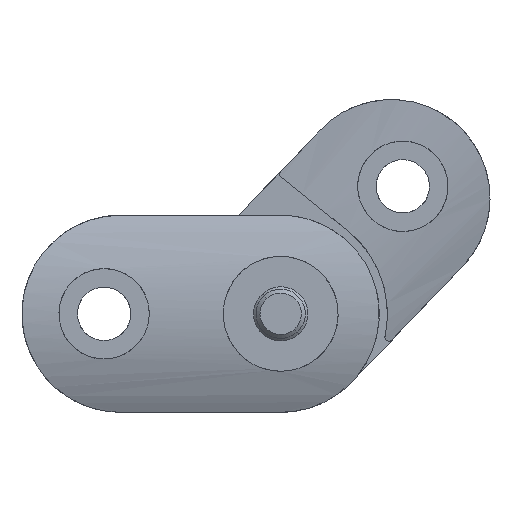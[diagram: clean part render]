
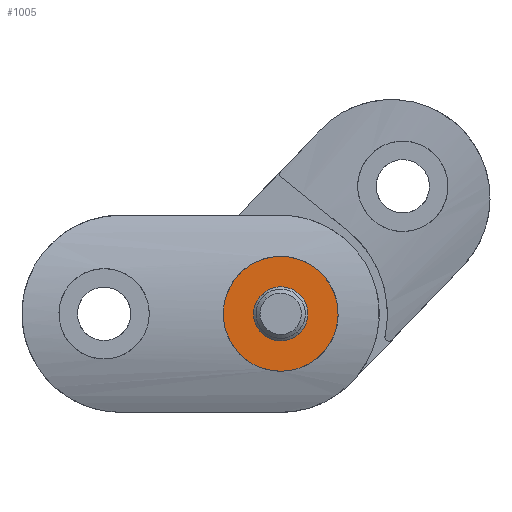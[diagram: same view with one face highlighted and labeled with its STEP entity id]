
A CAD part, front view. The second image highlights one B-rep face of the part: STEP entity #1005.
In plain terms, the highlighted planar face has unit normal (0, -1, 0).
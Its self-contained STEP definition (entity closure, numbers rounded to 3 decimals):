
#18 = EDGE_CURVE ( 'NONE', #194, #1272, #131, .T. ) ;
#131 = CIRCLE ( 'NONE', #2631, 3.3 ) ;
#194 = VERTEX_POINT ( 'NONE', #4250 ) ;
#232 = VERTEX_POINT ( 'NONE', #3922 ) ;
#267 = CIRCLE ( 'NONE', #1772, 3.3 ) ;
#443 = DIRECTION ( 'NONE',  ( 0., -1., 0. ) ) ;
#764 = DIRECTION ( 'NONE',  ( 0., 0., 1. ) ) ;
#788 = VERTEX_POINT ( 'NONE', #3859 ) ;
#816 = ORIENTED_EDGE ( 'NONE', *, *, #3613, .F. ) ;
#1005 = ADVANCED_FACE ( 'NONE', ( #2423, #4034 ), #3745, .F. ) ;
#1127 = CARTESIAN_POINT ( 'NONE',  ( 0., -25., 0. ) ) ;
#1272 = VERTEX_POINT ( 'NONE', #1376 ) ;
#1376 = CARTESIAN_POINT ( 'NONE',  ( 0., -25., 3.3 ) ) ;
#1459 = CARTESIAN_POINT ( 'NONE',  ( 0., -25., 0. ) ) ;
#1763 = DIRECTION ( 'NONE',  ( 0., 0., 1. ) ) ;
#1772 = AXIS2_PLACEMENT_3D ( 'NONE', #4029, #2703, #2029 ) ;
#1794 = CARTESIAN_POINT ( 'NONE',  ( 0., -25., 0. ) ) ;
#1910 = EDGE_CURVE ( 'NONE', #788, #232, #2200, .T. ) ;
#2029 = DIRECTION ( 'NONE',  ( 0., 0., 1. ) ) ;
#2068 = AXIS2_PLACEMENT_3D ( 'NONE', #1459, #3420, #764 ) ;
#2085 = DIRECTION ( 'NONE',  ( 0., 1., 0. ) ) ;
#2188 = ORIENTED_EDGE ( 'NONE', *, *, #1910, .F. ) ;
#2200 = CIRCLE ( 'NONE', #2757, 7. ) ;
#2423 = FACE_OUTER_BOUND ( 'NONE', #3962, .T. ) ;
#2631 = AXIS2_PLACEMENT_3D ( 'NONE', #1127, #443, #1763 ) ;
#2682 = AXIS2_PLACEMENT_3D ( 'NONE', #1794, #4102, #3125 ) ;
#2703 = DIRECTION ( 'NONE',  ( 0., -1., 0. ) ) ;
#2757 = AXIS2_PLACEMENT_3D ( 'NONE', #3066, #2085, #3715 ) ;
#2912 = ORIENTED_EDGE ( 'NONE', *, *, #18, .F. ) ;
#3024 = EDGE_CURVE ( 'NONE', #1272, #194, #267, .T. ) ;
#3066 = CARTESIAN_POINT ( 'NONE',  ( 0., -25., 0. ) ) ;
#3125 = DIRECTION ( 'NONE',  ( 0., 0., 1. ) ) ;
#3420 = DIRECTION ( 'NONE',  ( 0., 1., 0. ) ) ;
#3613 = EDGE_CURVE ( 'NONE', #232, #788, #3657, .T. ) ;
#3657 = CIRCLE ( 'NONE', #2682, 7. ) ;
#3715 = DIRECTION ( 'NONE',  ( 0., 0., 1. ) ) ;
#3745 = PLANE ( 'NONE',  #2068 ) ;
#3859 = CARTESIAN_POINT ( 'NONE',  ( 0., -25., 7. ) ) ;
#3918 = EDGE_LOOP ( 'NONE', ( #4278, #2912 ) ) ;
#3922 = CARTESIAN_POINT ( 'NONE',  ( 0., -25., -7. ) ) ;
#3962 = EDGE_LOOP ( 'NONE', ( #2188, #816 ) ) ;
#4029 = CARTESIAN_POINT ( 'NONE',  ( 0., -25., 0. ) ) ;
#4034 = FACE_BOUND ( 'NONE', #3918, .T. ) ;
#4102 = DIRECTION ( 'NONE',  ( 0., 1., 0. ) ) ;
#4250 = CARTESIAN_POINT ( 'NONE',  ( 0., -25., -3.3 ) ) ;
#4278 = ORIENTED_EDGE ( 'NONE', *, *, #3024, .F. ) ;
